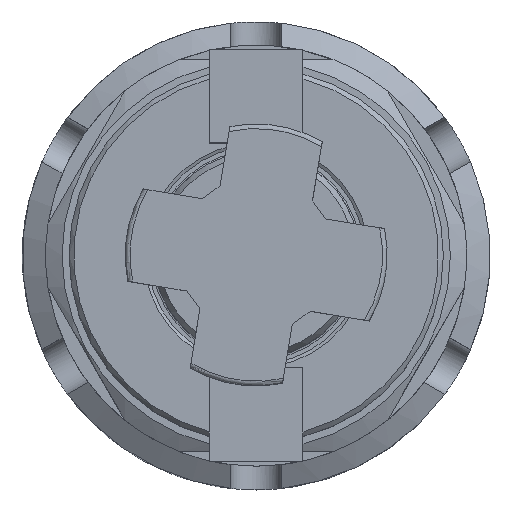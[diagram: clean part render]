
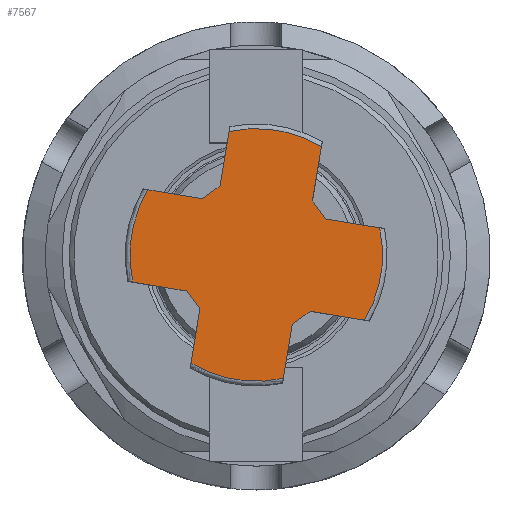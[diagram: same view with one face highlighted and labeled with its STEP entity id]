
A CAD part, top view. The second image highlights one B-rep face of the part: STEP entity #7567.
In plain terms, the highlighted planar face has unit normal (0, 0, 1).
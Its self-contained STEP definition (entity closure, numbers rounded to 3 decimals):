
#199 = VERTEX_POINT ( 'NONE', #10860 ) ;
#239 = ORIENTED_EDGE ( 'NONE', *, *, #3928, .F. ) ;
#370 = EDGE_CURVE ( 'NONE', #2454, #10265, #20700, .T. ) ;
#391 = CARTESIAN_POINT ( 'NONE',  ( 0., 0., 42. ) ) ;
#457 = CIRCLE ( 'NONE', #4879, 13.5 ) ;
#480 = DIRECTION ( 'NONE',  ( -0.987, 0.162, 0. ) ) ;
#522 = EDGE_LOOP ( 'NONE', ( #10479, #15556, #2696, #19990, #1551, #15491, #10212, #7419, #18162, #7299, #239, #16141, #10680, #5140, #10130, #15105 ) ) ;
#897 = EDGE_CURVE ( 'NONE', #11808, #12822, #15034, .T. ) ;
#921 = DIRECTION ( 'NONE',  ( -0.987, 0.162, 0. ) ) ;
#1101 = EDGE_CURVE ( 'NONE', #1949, #199, #8848, .T. ) ;
#1279 = CARTESIAN_POINT ( 'NONE',  ( -3.852, 7.39, 42. ) ) ;
#1542 = LINE ( 'NONE', #16703, #4858 ) ;
#1551 = ORIENTED_EDGE ( 'NONE', *, *, #3030, .T. ) ;
#1668 = CARTESIAN_POINT ( 'NONE',  ( 6.015, 5.768, 42. ) ) ;
#1903 = PLANE ( 'NONE',  #2506 ) ;
#1949 = VERTEX_POINT ( 'NONE', #16265 ) ;
#1981 = CARTESIAN_POINT ( 'NONE',  ( -6.015, -5.768, 42. ) ) ;
#2075 = EDGE_CURVE ( 'NONE', #11326, #2235, #1542, .T. ) ;
#2231 = CARTESIAN_POINT ( 'NONE',  ( -36.392, 0.914, 42. ) ) ;
#2235 = VERTEX_POINT ( 'NONE', #6216 ) ;
#2313 = CARTESIAN_POINT ( 'NONE',  ( 1.076, 37.379, 42. ) ) ;
#2363 = CARTESIAN_POINT ( 'NONE',  ( -5.768, 6.015, 42. ) ) ;
#2454 = VERTEX_POINT ( 'NONE', #15703 ) ;
#2506 = AXIS2_PLACEMENT_3D ( 'NONE', #8550, #18376, #20033 ) ;
#2673 = CARTESIAN_POINT ( 'NONE',  ( 6.015, 5.768, 42. ) ) ;
#2696 = ORIENTED_EDGE ( 'NONE', *, *, #8446, .F. ) ;
#3030 = EDGE_CURVE ( 'NONE', #10693, #199, #457, .T. ) ;
#3134 = VECTOR ( 'NONE', #16371, 1000. ) ;
#3161 = EDGE_CURVE ( 'NONE', #18975, #5062, #16123, .T. ) ;
#3267 = CARTESIAN_POINT ( 'NONE',  ( 35.405, -0.752, 42. ) ) ;
#3497 = VECTOR ( 'NONE', #9839, 1000. ) ;
#3534 = DIRECTION ( 'NONE',  ( 0., 0., 1. ) ) ;
#3715 = CARTESIAN_POINT ( 'NONE',  ( 4.934, -0.811, 42. ) ) ;
#3758 = EDGE_CURVE ( 'NONE', #2235, #12822, #13003, .T. ) ;
#3928 = EDGE_CURVE ( 'NONE', #21134, #21229, #15066, .T. ) ;
#4088 = CARTESIAN_POINT ( 'NONE',  ( -11.563, 6.968, 42. ) ) ;
#4134 = LINE ( 'NONE', #2313, #19814 ) ;
#4680 = VERTEX_POINT ( 'NONE', #4088 ) ;
#4776 = VECTOR ( 'NONE', #20649, 1000. ) ;
#4779 = CARTESIAN_POINT ( 'NONE',  ( 11.563, -6.968, 42. ) ) ;
#4858 = VECTOR ( 'NONE', #12159, 1000. ) ;
#4879 = AXIS2_PLACEMENT_3D ( 'NONE', #20474, #14102, #480 ) ;
#5062 = VERTEX_POINT ( 'NONE', #8391 ) ;
#5140 = ORIENTED_EDGE ( 'NONE', *, *, #3161, .F. ) ;
#5242 = LINE ( 'NONE', #1668, #7786 ) ;
#5319 = CARTESIAN_POINT ( 'NONE',  ( 0., 0., 42. ) ) ;
#5666 = AXIS2_PLACEMENT_3D ( 'NONE', #391, #3534, #13410 ) ;
#5898 = VERTEX_POINT ( 'NONE', #7634 ) ;
#6019 = EDGE_CURVE ( 'NONE', #21134, #4680, #19537, .T. ) ;
#6216 = CARTESIAN_POINT ( 'NONE',  ( -6.968, -11.563, 42. ) ) ;
#6464 = CARTESIAN_POINT ( 'NONE',  ( 0.811, 4.934, 42. ) ) ;
#6907 = DIRECTION ( 'NONE',  ( -0.583, 0.812, 0. ) ) ;
#7000 = DIRECTION ( 'NONE',  ( 0.162, 0.987, 0. ) ) ;
#7074 = VERTEX_POINT ( 'NONE', #2673 ) ;
#7261 = CARTESIAN_POINT ( 'NONE',  ( -2.9, 13.185, 42. ) ) ;
#7299 = ORIENTED_EDGE ( 'NONE', *, *, #10542, .F. ) ;
#7419 = ORIENTED_EDGE ( 'NONE', *, *, #9029, .T. ) ;
#7567 = ADVANCED_FACE ( 'NONE', ( #15852 ), #1903, .T. ) ;
#7607 = CARTESIAN_POINT ( 'NONE',  ( -5.768, 6.015, 42. ) ) ;
#7634 = CARTESIAN_POINT ( 'NONE',  ( 5.768, -6.015, 42. ) ) ;
#7786 = VECTOR ( 'NONE', #16291, 1000. ) ;
#7809 = AXIS2_PLACEMENT_3D ( 'NONE', #20542, #10710, #921 ) ;
#8348 = VECTOR ( 'NONE', #19681, 1000. ) ;
#8391 = CARTESIAN_POINT ( 'NONE',  ( -13.185, -2.9, 42. ) ) ;
#8446 = EDGE_CURVE ( 'NONE', #5898, #11808, #18616, .T. ) ;
#8550 = CARTESIAN_POINT ( 'NONE',  ( 0., 0., 42. ) ) ;
#8615 = DIRECTION ( 'NONE',  ( 0., 0., 1. ) ) ;
#8848 = LINE ( 'NONE', #3267, #8348 ) ;
#8990 = LINE ( 'NONE', #1981, #19479 ) ;
#9029 = EDGE_CURVE ( 'NONE', #7074, #2454, #17340, .T. ) ;
#9464 = VECTOR ( 'NONE', #15420, 1000. ) ;
#9839 = DIRECTION ( 'NONE',  ( -0.812, -0.583, 0. ) ) ;
#9875 = EDGE_CURVE ( 'NONE', #4680, #5062, #14456, .T. ) ;
#10050 = CARTESIAN_POINT ( 'NONE',  ( 3.852, -7.39, 42. ) ) ;
#10130 = ORIENTED_EDGE ( 'NONE', *, *, #11432, .F. ) ;
#10212 = ORIENTED_EDGE ( 'NONE', *, *, #11776, .F. ) ;
#10265 = VERTEX_POINT ( 'NONE', #7261 ) ;
#10479 = ORIENTED_EDGE ( 'NONE', *, *, #3758, .T. ) ;
#10542 = EDGE_CURVE ( 'NONE', #21229, #10265, #4134, .T. ) ;
#10680 = ORIENTED_EDGE ( 'NONE', *, *, #9875, .T. ) ;
#10693 = VERTEX_POINT ( 'NONE', #4779 ) ;
#10710 = DIRECTION ( 'NONE',  ( 0., 0., 1. ) ) ;
#10860 = CARTESIAN_POINT ( 'NONE',  ( 13.185, 2.9, 42. ) ) ;
#11326 = VERTEX_POINT ( 'NONE', #18031 ) ;
#11432 = EDGE_CURVE ( 'NONE', #11326, #18975, #8990, .T. ) ;
#11776 = EDGE_CURVE ( 'NONE', #7074, #1949, #5242, .T. ) ;
#11808 = VERTEX_POINT ( 'NONE', #10050 ) ;
#11906 = DIRECTION ( 'NONE',  ( -0.987, 0.162, 0. ) ) ;
#12159 = DIRECTION ( 'NONE',  ( -0.162, -0.987, 0. ) ) ;
#12749 = LINE ( 'NONE', #17093, #21227 ) ;
#12822 = VERTEX_POINT ( 'NONE', #19804 ) ;
#13003 = CIRCLE ( 'NONE', #18173, 13.5 ) ;
#13410 = DIRECTION ( 'NONE',  ( -0.987, 0.162, 0. ) ) ;
#14102 = DIRECTION ( 'NONE',  ( 0., 0., 1. ) ) ;
#14456 = CIRCLE ( 'NONE', #7809, 13.5 ) ;
#14763 = VECTOR ( 'NONE', #17544, 1000. ) ;
#14843 = EDGE_CURVE ( 'NONE', #10693, #5898, #12749, .T. ) ;
#15034 = LINE ( 'NONE', #15885, #14763 ) ;
#15066 = LINE ( 'NONE', #7607, #4776 ) ;
#15105 = ORIENTED_EDGE ( 'NONE', *, *, #2075, .T. ) ;
#15420 = DIRECTION ( 'NONE',  ( -0.987, 0.162, 0. ) ) ;
#15491 = ORIENTED_EDGE ( 'NONE', *, *, #1101, .F. ) ;
#15556 = ORIENTED_EDGE ( 'NONE', *, *, #897, .F. ) ;
#15703 = CARTESIAN_POINT ( 'NONE',  ( 6.968, 11.563, 42. ) ) ;
#15852 = FACE_OUTER_BOUND ( 'NONE', #522, .T. ) ;
#15885 = CARTESIAN_POINT ( 'NONE',  ( -0.59, -34.418, 42. ) ) ;
#16123 = LINE ( 'NONE', #2231, #9464 ) ;
#16141 = ORIENTED_EDGE ( 'NONE', *, *, #6019, .T. ) ;
#16265 = CARTESIAN_POINT ( 'NONE',  ( 7.39, 3.852, 42. ) ) ;
#16291 = DIRECTION ( 'NONE',  ( 0.583, -0.812, 0. ) ) ;
#16371 = DIRECTION ( 'NONE',  ( -0.987, 0.162, 0. ) ) ;
#16703 = CARTESIAN_POINT ( 'NONE',  ( -4.934, 0.811, 42. ) ) ;
#17093 = CARTESIAN_POINT ( 'NONE',  ( 5.768, -6.015, 42. ) ) ;
#17340 = LINE ( 'NONE', #3715, #20153 ) ;
#17354 = DIRECTION ( 'NONE',  ( 0.162, 0.987, 0. ) ) ;
#17544 = DIRECTION ( 'NONE',  ( -0.162, -0.987, 0. ) ) ;
#18031 = CARTESIAN_POINT ( 'NONE',  ( -6.015, -5.768, 42. ) ) ;
#18162 = ORIENTED_EDGE ( 'NONE', *, *, #370, .T. ) ;
#18173 = AXIS2_PLACEMENT_3D ( 'NONE', #5319, #8615, #11906 ) ;
#18376 = DIRECTION ( 'NONE',  ( 0., 0., 1. ) ) ;
#18616 = LINE ( 'NONE', #19238, #3497 ) ;
#18975 = VERTEX_POINT ( 'NONE', #20383 ) ;
#19238 = CARTESIAN_POINT ( 'NONE',  ( 5.768, -6.015, 42. ) ) ;
#19479 = VECTOR ( 'NONE', #6907, 1000. ) ;
#19537 = LINE ( 'NONE', #6464, #3134 ) ;
#19681 = DIRECTION ( 'NONE',  ( 0.987, -0.162, 0. ) ) ;
#19804 = CARTESIAN_POINT ( 'NONE',  ( 2.9, -13.185, 42. ) ) ;
#19814 = VECTOR ( 'NONE', #17354, 1000. ) ;
#19990 = ORIENTED_EDGE ( 'NONE', *, *, #14843, .F. ) ;
#20033 = DIRECTION ( 'NONE',  ( -0.987, 0.162, 0. ) ) ;
#20153 = VECTOR ( 'NONE', #7000, 1000. ) ;
#20383 = CARTESIAN_POINT ( 'NONE',  ( -7.39, -3.852, 42. ) ) ;
#20397 = DIRECTION ( 'NONE',  ( -0.987, 0.162, 0. ) ) ;
#20474 = CARTESIAN_POINT ( 'NONE',  ( 0., 0., 42. ) ) ;
#20542 = CARTESIAN_POINT ( 'NONE',  ( 0., 0., 42. ) ) ;
#20649 = DIRECTION ( 'NONE',  ( 0.812, 0.583, 0. ) ) ;
#20700 = CIRCLE ( 'NONE', #5666, 13.5 ) ;
#21134 = VERTEX_POINT ( 'NONE', #2363 ) ;
#21227 = VECTOR ( 'NONE', #20397, 1000. ) ;
#21229 = VERTEX_POINT ( 'NONE', #1279 ) ;
